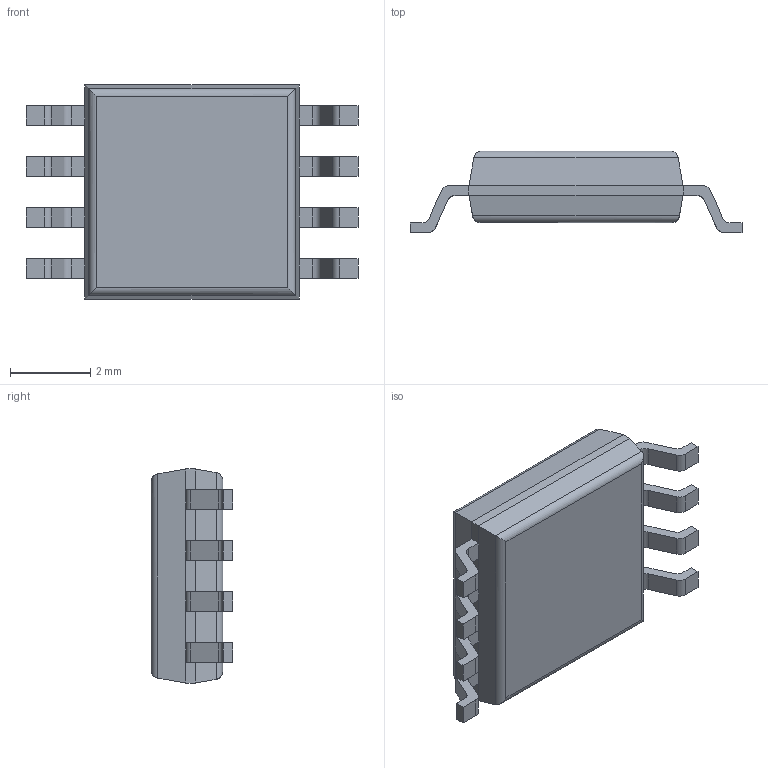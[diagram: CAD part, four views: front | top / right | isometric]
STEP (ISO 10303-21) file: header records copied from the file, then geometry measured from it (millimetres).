
FILE_DESCRIPTION(/* description */ (''),/* implementation_level */ '2;1');
FILE_NAME(/* name */ 'Mémoire_SOIC.step',/* time_stamp */ '2019-03-04T19:38:07+01:00',/* author */ (''),/* organization */ (''),/* preprocessor_version */ 'ST-DEVELOPER v17.2',/* originating_system */ 'Autodesk Translation Framework v7.6.0.251',/* authorisation */ '');
FILE_SCHEMA (('AUTOMOTIVE_DESIGN { 1 0 10303 214 3 1 1 }'));
Length unit declared in the file: millimetre
Products named in the file (1): Mémoire_SOIC
Bounding box: 8.26 x 2.03 x 5.33 mm (x, y, z)
Volume: 50 mm3; surface area: 109.9 mm2
Topology: 1 solids, 1 shells, 134 faces, 348 edges, 216 vertices
Faces by surface type: plane 94, cylinder 40
Entity records: 4053 total; most frequent: CARTESIAN_POINT 699, ORIENTED_EDGE 696, DIRECTION 690, EDGE_CURVE 348, LINE 276, VECTOR 276, VERTEX_POINT 216, AXIS2_PLACEMENT_3D 207
